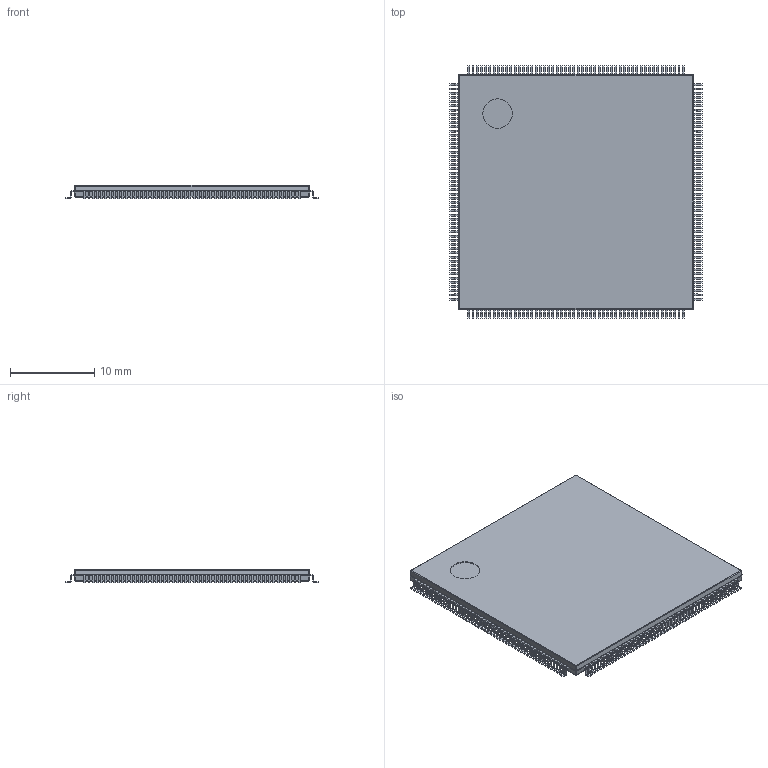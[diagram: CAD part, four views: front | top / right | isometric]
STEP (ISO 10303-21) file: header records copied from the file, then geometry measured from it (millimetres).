
FILE_DESCRIPTION(('Open CASCADE Model'),'2;1');
FILE_NAME('Open CASCADE Shape Model','2024-04-18T11:38:36',('Author'),( 'Open CASCADE'),'Open CASCADE STEP processor 7.5','Open CASCADE 7.5' ,'Unknown');
FILE_SCHEMA(('AUTOMOTIVE_DESIGN { 1 0 10303 214 1 1 1 1 }'));
Length unit declared in the file: millimetre
Products named in the file (6): TSQFP50P3000X3000X160-208N.step; Open CASCADE STEP translator 7.5 48.1; Body; Open CASCADE STEP translator 7.5 48.2.1; Leader
Assembly tree (211 placements, depth 3):
  TSQFP50P3000X3000X160-208N.step
    Open CASCADE STEP translator 7.5 48.1
    Body
      Open CASCADE STEP translator 7.5 48.2.1
    Leader  x104
    Leader  x104
Bounding box: 30 x 30 x 1.6 mm (x, y, z)
Volume: 1137.9 mm3; surface area: 1953 mm2
Topology: 209 solids, 210 shells, 4637 faces, 9276 edges, 5051 vertices
Faces by surface type: plane 3760, cylinder 861, bspline 8, sphere 8
Full cylindrical faces by diameter (mm): 3.5 x1
Entity records: 8237 total; most frequent: CARTESIAN_POINT 2671, DIRECTION 1116, ORIENTED_EDGE 407, PCURVE 407, DEFINITIONAL_REPRESENTATION 407, LINE 401, VECTOR 401, AXIS2_PLACEMENT_3D 352
